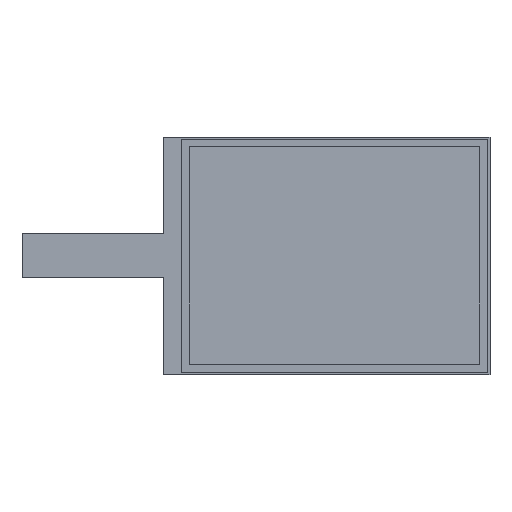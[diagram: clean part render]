
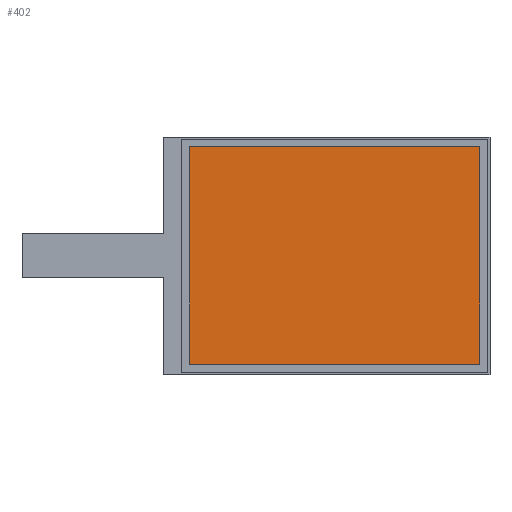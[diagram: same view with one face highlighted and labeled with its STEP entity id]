
A CAD part, top view. The second image highlights one B-rep face of the part: STEP entity #402.
In plain terms, the highlighted planar face has unit normal (0, 0, 1).
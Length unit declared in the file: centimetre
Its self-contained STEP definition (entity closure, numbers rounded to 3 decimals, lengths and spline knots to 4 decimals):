
#98=VERTEX_POINT('',#574);
#99=VERTEX_POINT('',#576);
#100=VERTEX_POINT('',#580);
#101=VERTEX_POINT('',#584);
#142=VECTOR('',#479,1.);
#145=VECTOR('',#483,1.);
#147=VECTOR('',#486,1.);
#148=VECTOR('',#488,1.);
#189=LINE('',#575,#142);
#192=LINE('',#581,#145);
#194=LINE('',#585,#147);
#195=LINE('',#587,#148);
#237=EDGE_CURVE('',#98,#99,#189,.T.);
#240=EDGE_CURVE('',#100,#98,#192,.T.);
#242=EDGE_CURVE('',#101,#100,#194,.T.);
#243=EDGE_CURVE('',#99,#101,#195,.T.);
#332=ORIENTED_EDGE('',*,*,#242,.F.);
#333=ORIENTED_EDGE('',*,*,#243,.F.);
#334=ORIENTED_EDGE('',*,*,#237,.F.);
#335=ORIENTED_EDGE('',*,*,#240,.F.);
#360=EDGE_LOOP('',(#332,#333,#334,#335));
#382=FACE_BOUND('',#360,.T.);
#402=ADVANCED_FACE('',(#382),#608,.T.);
#422=AXIS2_PLACEMENT_3D('',#588,#489,$);
#479=DIRECTION('',(-1.,0.,0.));
#483=DIRECTION('',(0.,-1.,0.));
#486=DIRECTION('',(1.,0.,0.));
#488=DIRECTION('',(0.,1.,0.));
#489=DIRECTION('',(0.,0.,1.));
#574=CARTESIAN_POINT('',(2.16,-1.62,0.093));
#575=CARTESIAN_POINT('',(-2.16,-1.62,0.093));
#576=CARTESIAN_POINT('',(-2.16,-1.62,0.093));
#580=CARTESIAN_POINT('',(2.16,1.62,0.093));
#581=CARTESIAN_POINT('',(2.16,-1.62,0.093));
#584=CARTESIAN_POINT('',(-2.16,1.62,0.093));
#585=CARTESIAN_POINT('',(2.16,1.62,0.093));
#587=CARTESIAN_POINT('',(-2.16,1.62,0.093));
#588=CARTESIAN_POINT('',(0.,0.,0.093));
#608=PLANE('',#422);
